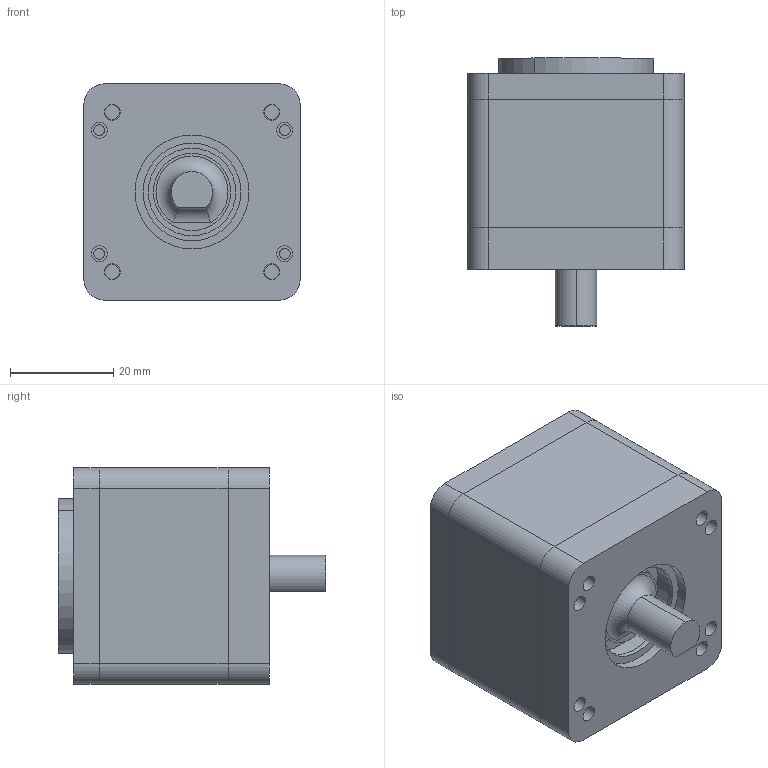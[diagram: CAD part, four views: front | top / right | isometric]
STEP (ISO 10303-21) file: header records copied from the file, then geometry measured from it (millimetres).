
FILE_DESCRIPTION (( 'STEP AP214' ), '1' );
FILE_NAME ('减速器底部出轴.STEP', '2025-01-18T03:49:10', ( 'Windows 用户' ), ( '微软中国' ), 'SwSTEP 2.0', 'SolidWorks 2023', '' );
FILE_SCHEMA (( 'AUTOMOTIVE_DESIGN' ));
Length unit declared in the file: millimetre
Products named in the file (7): 减速器底部出轴; 42钢轮第四版; 42顶盖第四版; 42柔轮内第四版; 42波发生器第四版; 42柔轮第四版; 42底盖第四版
Assembly tree (6 placements, depth 2):
  减速器底部出轴
    42波发生器第四版
    42底盖第四版
    42顶盖第四版
    42钢轮第四版
    42柔轮第四版
    42柔轮内第四版
Bounding box: 42 x 52 x 42 mm (x, y, z)
Volume: 47978.5 mm3; surface area: 35221.3 mm2
Topology: 6 solids, 6 shells, 800 faces, 2248 edges, 1490 vertices
Faces by surface type: cylinder 462, bspline 260, plane 63, torus 13, cone 2
Entity records: 35055 total; most frequent: CARTESIAN_POINT 14905, ORIENTED_EDGE 4496, DIRECTION 3803, EDGE_CURVE 2248, AXIS2_PLACEMENT_3D 1522, VERTEX_POINT 1490, CIRCLE 973, EDGE_LOOP 892
